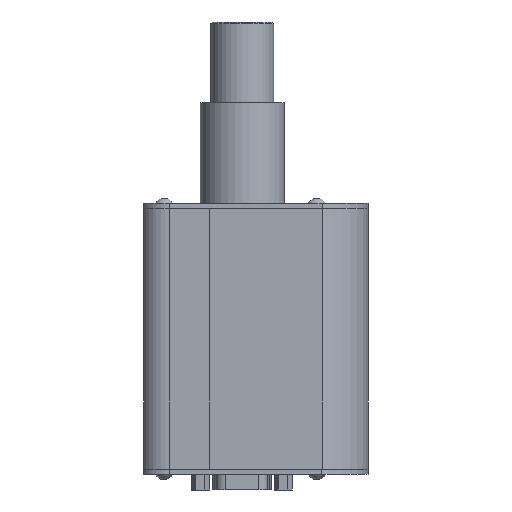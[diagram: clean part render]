
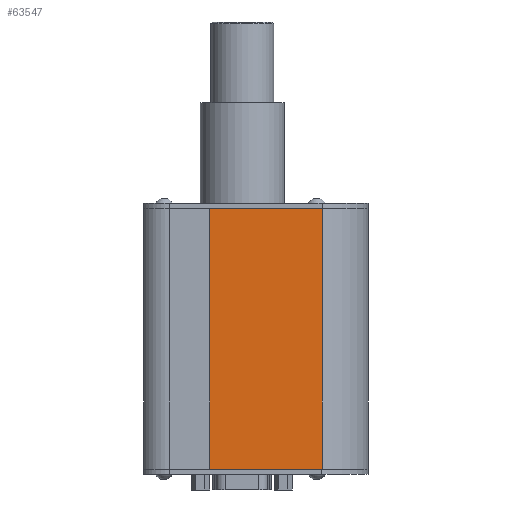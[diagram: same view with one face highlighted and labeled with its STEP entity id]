
A CAD part, left-side view. The second image highlights one B-rep face of the part: STEP entity #63547.
In plain terms, the highlighted planar face has unit normal (-1, 0, 0).
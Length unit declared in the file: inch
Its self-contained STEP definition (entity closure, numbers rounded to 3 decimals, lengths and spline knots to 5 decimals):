
#3853 = EDGE_CURVE ( 'NONE', #42830, #20516, #3915, .T. ) ;
#3915 = LINE ( 'NONE', #105070, #96361 ) ;
#8675 = DIRECTION ( 'NONE',  ( 0., 1., 0. ) ) ;
#8848 = DIRECTION ( 'NONE',  ( 1., 0., 0. ) ) ;
#8952 = CARTESIAN_POINT ( 'NONE',  ( -1.4, 1.09385, 3.1 ) ) ;
#11544 = PLANE ( 'NONE',  #147479 ) ;
#20516 = VERTEX_POINT ( 'NONE', #72840 ) ;
#20882 = VERTEX_POINT ( 'NONE', #27898 ) ;
#23468 = VERTEX_POINT ( 'NONE', #95095 ) ;
#24116 = DIRECTION ( 'NONE',  ( 0., -1., 0. ) ) ;
#24613 = CARTESIAN_POINT ( 'NONE',  ( -1.4, 1.09385, 3.1 ) ) ;
#27898 = CARTESIAN_POINT ( 'NONE',  ( -1.4, -0.24026, 0. ) ) ;
#34356 = EDGE_LOOP ( 'NONE', ( #46266, #139456, #141915, #104450 ) ) ;
#42830 = VERTEX_POINT ( 'NONE', #96727 ) ;
#46266 = ORIENTED_EDGE ( 'NONE', *, *, #49570, .T. ) ;
#49570 = EDGE_CURVE ( 'NONE', #20516, #20882, #121281, .T. ) ;
#60272 = FACE_OUTER_BOUND ( 'NONE', #34356, .T. ) ;
#63362 = EDGE_CURVE ( 'NONE', #42830, #23468, #144572, .T. ) ;
#63547 = ADVANCED_FACE ( 'NONE', ( #60272 ), #11544, .F. ) ;
#72840 = CARTESIAN_POINT ( 'NONE',  ( -1.4, 1.09385, 0. ) ) ;
#75502 = CARTESIAN_POINT ( 'NONE',  ( -1.4, -0.24026, 3.1 ) ) ;
#95095 = CARTESIAN_POINT ( 'NONE',  ( -1.4, -0.24026, 3.1 ) ) ;
#96011 = DIRECTION ( 'NONE',  ( 0., 0., -1. ) ) ;
#96361 = VECTOR ( 'NONE', #104885, 39.37008 ) ;
#96727 = CARTESIAN_POINT ( 'NONE',  ( -1.4, 1.09385, 3.1 ) ) ;
#100841 = LINE ( 'NONE', #75502, #135950 ) ;
#103663 = VECTOR ( 'NONE', #24116, 39.37008 ) ;
#104450 = ORIENTED_EDGE ( 'NONE', *, *, #3853, .T. ) ;
#104885 = DIRECTION ( 'NONE',  ( 0., 0., -1. ) ) ;
#105070 = CARTESIAN_POINT ( 'NONE',  ( -1.4, 1.09385, 3.1 ) ) ;
#120807 = EDGE_CURVE ( 'NONE', #23468, #20882, #100841, .T. ) ;
#121281 = LINE ( 'NONE', #133453, #142833 ) ;
#133453 = CARTESIAN_POINT ( 'NONE',  ( -1.4, 1.09385, 0. ) ) ;
#135757 = DIRECTION ( 'NONE',  ( 0., -1., 0. ) ) ;
#135950 = VECTOR ( 'NONE', #96011, 39.37008 ) ;
#139456 = ORIENTED_EDGE ( 'NONE', *, *, #120807, .F. ) ;
#141915 = ORIENTED_EDGE ( 'NONE', *, *, #63362, .F. ) ;
#142833 = VECTOR ( 'NONE', #135757, 39.37008 ) ;
#144572 = LINE ( 'NONE', #24613, #103663 ) ;
#147479 = AXIS2_PLACEMENT_3D ( 'NONE', #8952, #8848, #8675 ) ;
